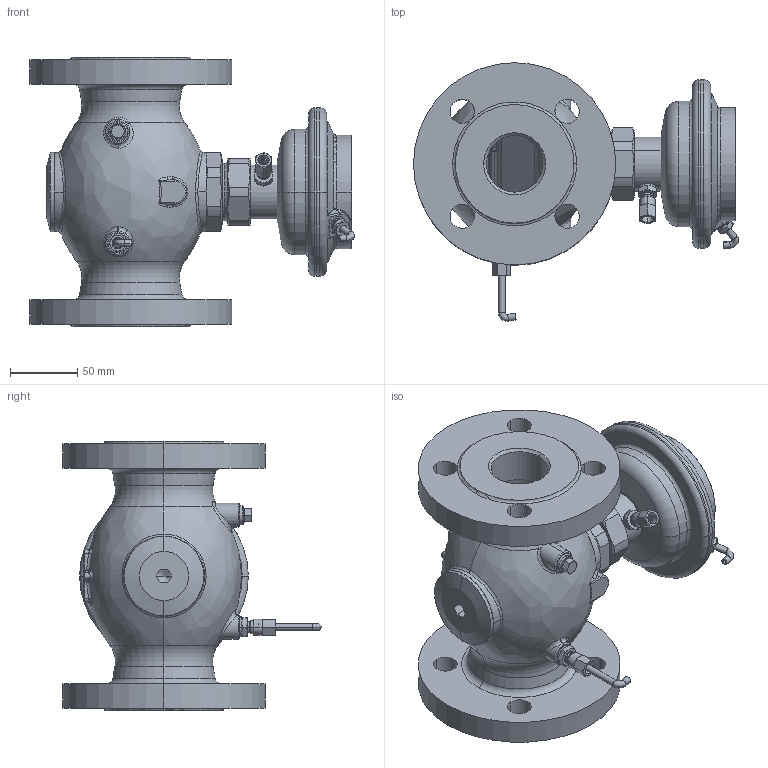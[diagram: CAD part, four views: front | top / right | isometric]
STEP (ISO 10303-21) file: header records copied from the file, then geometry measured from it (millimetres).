
FILE_DESCRIPTION((''),'2;1');
FILE_NAME('003H6385','2015-03-05T',('u317927'),('Danfoss'),'PRO/ENGINEER BY PARAMETRIC TECHNOLOGY CORPORATION, 2014000','PRO/ENGINEER BY PARAMETRIC TECHNOLOGY CORPORATION, 2014000','');
FILE_SCHEMA(('CONFIG_CONTROL_DESIGN'));
Length unit declared in the file: millimetre
Products named in the file (1): 003H6385
Bounding box: 241.05 x 191.58 x 200 mm (x, y, z)
Volume: 1404359.9 mm3; surface area: 299729.7 mm2
Topology: 2 solids, 4 shells, 1047 faces, 2439 edges, 1450 vertices
Faces by surface type: plane 297, cylinder 290, cone 188, torus 147, bspline 118, sphere 7
Entity records: 39899 total; most frequent: CARTESIAN_POINT 16407, DIRECTION 5020, ORIENTED_EDGE 4872, EDGE_CURVE 2436, AXIS2_PLACEMENT_3D 2118, VERTEX_POINT 1450, CIRCLE 1188, EDGE_LOOP 1170
